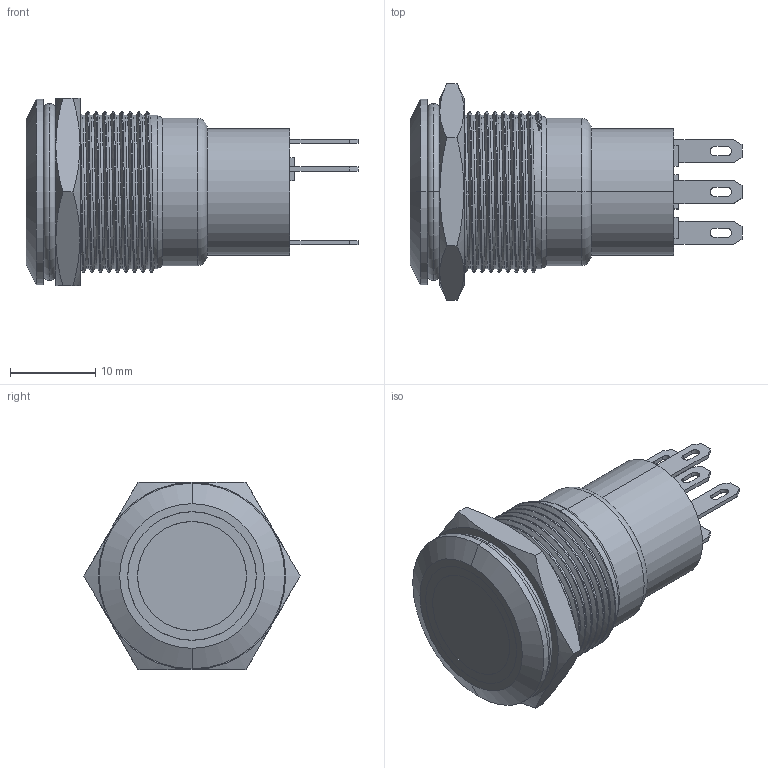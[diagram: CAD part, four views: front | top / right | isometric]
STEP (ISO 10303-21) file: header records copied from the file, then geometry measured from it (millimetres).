
FILE_DESCRIPTION (( 'STEP AP214' ), '1' );
FILE_NAME ('S-PRO67-111(112-252).ÃÌ Êíîïêà S-Pro67 19 ìì.STEP', '2024-07-30T11:14:33', ( '' ), ( '' ), 'SwSTEP 2.0', 'SolidWorks 2021', '' );
FILE_SCHEMA (( 'AUTOMOTIVE_DESIGN' ));
Length unit declared in the file: millimetre
Products named in the file (1): S-PRO67-111(112-252).ÃÌ Êíîïêà S-Pro67 19 ìì
Bounding box: 39 x 25.4 x 22 mm (x, y, z)
Volume: 7818.6 mm3; surface area: 5051.1 mm2
Topology: 11 solids, 11 shells, 218 faces, 534 edges, 346 vertices
Faces by surface type: plane 120, cylinder 64, cone 19, bspline 9, torus 6
Entity records: 9520 total; most frequent: CARTESIAN_POINT 4451, ORIENTED_EDGE 1068, DIRECTION 941, EDGE_CURVE 534, VERTEX_POINT 346, LINE 325, VECTOR 325, AXIS2_PLACEMENT_3D 308
